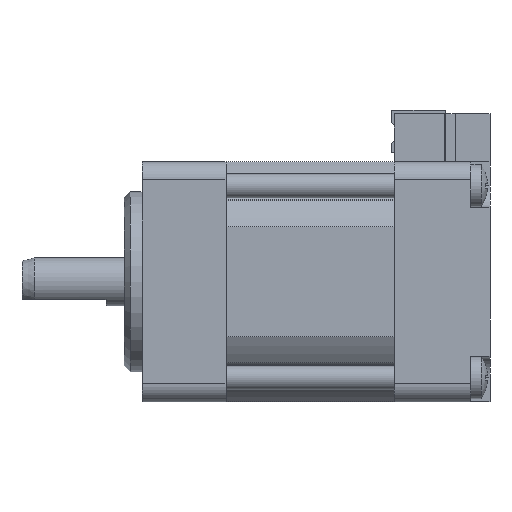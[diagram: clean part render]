
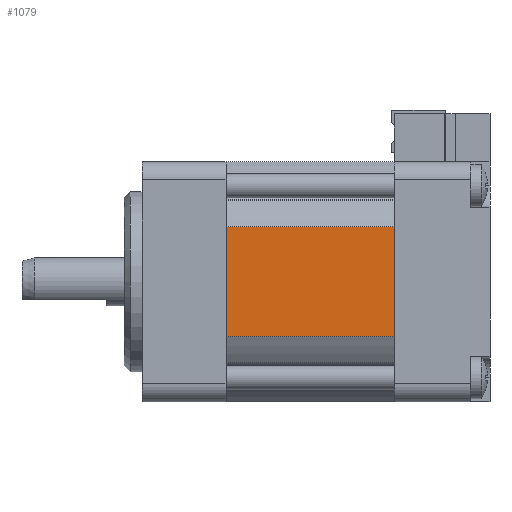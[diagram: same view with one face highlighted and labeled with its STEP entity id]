
A CAD part, left-side view. The second image highlights one B-rep face of the part: STEP entity #1079.
In plain terms, the highlighted planar face has unit normal (-1, 0, 0).
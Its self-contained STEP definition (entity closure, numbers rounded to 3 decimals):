
#794 = EDGE_CURVE ( 'NONE', #3553, #3548, #3595, .T. ) ;
#795 = EDGE_CURVE ( 'NONE', #3557, #3548, #3596, .T. ) ;
#796 = EDGE_CURVE ( 'NONE', #3555, #3557, #3598, .T. ) ;
#1079 = ADVANCED_FACE ( 'NONE', ( #7383 ), #8019, .F. ) ;
#2339 = DIRECTION ( 'NONE',  ( 0., 0., 1. ) ) ;
#2341 = DIRECTION ( 'NONE',  ( 0., -1., 0. ) ) ;
#2343 = CARTESIAN_POINT ( 'NONE',  ( -10., 22., 4.583 ) ) ;
#2345 = DIRECTION ( 'NONE',  ( 0., 0., 1. ) ) ;
#2346 = CARTESIAN_POINT ( 'NONE',  ( -10., 22., 4.583 ) ) ;
#2347 = CARTESIAN_POINT ( 'NONE',  ( -10., 8., 4.583 ) ) ;
#2811 = ORIENTED_EDGE ( 'NONE', *, *, #794, .T. ) ;
#2812 = ORIENTED_EDGE ( 'NONE', *, *, #795, .F. ) ;
#2813 = ORIENTED_EDGE ( 'NONE', *, *, #796, .F. ) ;
#2814 = ORIENTED_EDGE ( 'NONE', *, *, #6115, .T. ) ;
#3176 = EDGE_LOOP ( 'NONE', ( #2811, #2812, #2813, #2814 ) ) ;
#3548 = VERTEX_POINT ( 'NONE', #7169 ) ;
#3553 = VERTEX_POINT ( 'NONE', #7174 ) ;
#3555 = VERTEX_POINT ( 'NONE', #7176 ) ;
#3557 = VERTEX_POINT ( 'NONE', #7178 ) ;
#3595 = LINE ( 'NONE', #2347, #3599 ) ;
#3596 = LINE ( 'NONE', #2343, #3601 ) ;
#3598 = LINE ( 'NONE', #2346, #3603 ) ;
#3599 = VECTOR ( 'NONE', #2345, 1000. ) ;
#3601 = VECTOR ( 'NONE', #2341, 1000. ) ;
#3603 = VECTOR ( 'NONE', #2339, 1000. ) ;
#3984 = CARTESIAN_POINT ( 'NONE',  ( -10., 22., -4.583 ) ) ;
#3991 = DIRECTION ( 'NONE',  ( 0., -1., 0. ) ) ;
#5871 = LINE ( 'NONE', #3984, #5873 ) ;
#5873 = VECTOR ( 'NONE', #3991, 1000. ) ;
#6115 = EDGE_CURVE ( 'NONE', #3555, #3553, #5871, .T. ) ;
#6359 = AXIS2_PLACEMENT_3D ( 'NONE', #7998, #8005, #8060 ) ;
#7169 = CARTESIAN_POINT ( 'NONE',  ( -10., 8., 4.583 ) ) ;
#7174 = CARTESIAN_POINT ( 'NONE',  ( -10., 8., -4.583 ) ) ;
#7176 = CARTESIAN_POINT ( 'NONE',  ( -10., 22., -4.583 ) ) ;
#7178 = CARTESIAN_POINT ( 'NONE',  ( -10., 22., 4.583 ) ) ;
#7383 = FACE_OUTER_BOUND ( 'NONE', #3176, .T. ) ;
#7998 = CARTESIAN_POINT ( 'NONE',  ( -10., 22., 4.583 ) ) ;
#8005 = DIRECTION ( 'NONE',  ( 1., 0., 0. ) ) ;
#8019 = PLANE ( 'NONE',  #6359 ) ;
#8060 = DIRECTION ( 'NONE',  ( 0., 0., -1. ) ) ;
